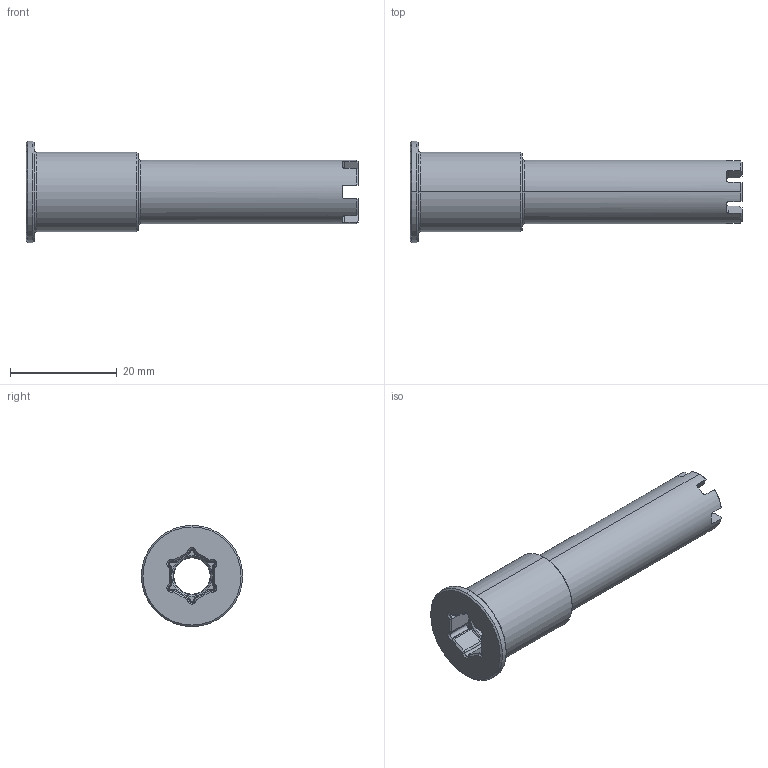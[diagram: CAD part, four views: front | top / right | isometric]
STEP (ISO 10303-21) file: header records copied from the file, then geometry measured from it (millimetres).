
FILE_DESCRIPTION (( 'STEP AP203' ), '1' );
FILE_NAME ('TA00-12-00-0014坋趼耜啊粣.step', '2025-06-04T07:58:58', ( '' ), ( 'HP' ), 'SwSTEP 2.0', 'SolidWorks 2023', '' );
FILE_SCHEMA (( 'CONFIG_CONTROL_DESIGN' ));
Length unit declared in the file: millimetre
Products named in the file (1): TA00-12-00-0014十字侧摆轴
Bounding box: 62.3 x 19 x 19 mm (x, y, z)
Volume: 5969 mm3; surface area: 4409 mm2
Topology: 1 solids, 1 shells, 170 faces, 426 edges, 259 vertices
Faces by surface type: cylinder 51, cone 47, plane 45, torus 27
Entity records: 5255 total; most frequent: CARTESIAN_POINT 1048, DIRECTION 928, ORIENTED_EDGE 852, EDGE_CURVE 426, AXIS2_PLACEMENT_3D 379, VERTEX_POINT 259, CIRCLE 208, EDGE_LOOP 173
